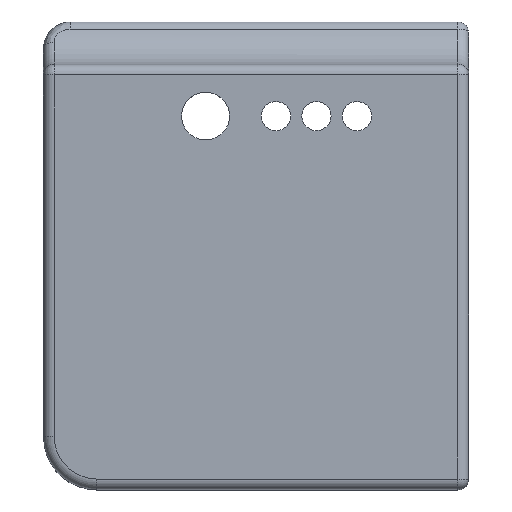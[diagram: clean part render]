
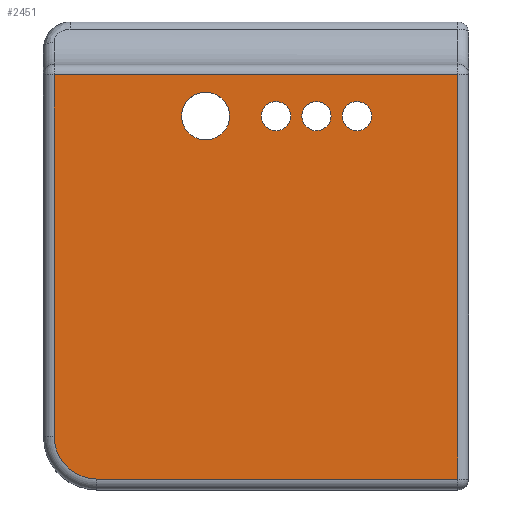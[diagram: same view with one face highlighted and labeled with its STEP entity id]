
A CAD part, top view. The second image highlights one B-rep face of the part: STEP entity #2451.
In plain terms, the highlighted planar face has unit normal (0, 0, 1).
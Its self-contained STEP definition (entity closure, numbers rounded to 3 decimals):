
#30=FACE_BOUND('',#355,.T.);
#31=FACE_BOUND('',#356,.T.);
#32=FACE_BOUND('',#357,.T.);
#33=FACE_BOUND('',#358,.T.);
#107=PLANE('',#2654);
#202=FACE_OUTER_BOUND('',#354,.T.);
#354=EDGE_LOOP('',(#1744,#1745,#1746,#1747,#1748));
#355=EDGE_LOOP('',(#1749));
#356=EDGE_LOOP('',(#1750));
#357=EDGE_LOOP('',(#1751));
#358=EDGE_LOOP('',(#1752));
#515=LINE('',#3737,#722);
#521=LINE('',#3810,#728);
#523=LINE('',#3819,#730);
#525=LINE('',#3822,#732);
#722=VECTOR('',#2966,10.);
#728=VECTOR('',#3000,10.);
#730=VECTOR('',#3012,10.);
#732=VECTOR('',#3016,10.);
#953=CIRCLE('',#2641,8.);
#958=CIRCLE('',#2655,4.5);
#959=CIRCLE('',#2656,2.75);
#960=CIRCLE('',#2657,2.75);
#961=CIRCLE('',#2658,2.75);
#1058=VERTEX_POINT('',#3709);
#1063=VERTEX_POINT('',#3725);
#1068=VERTEX_POINT('',#3741);
#1077=VERTEX_POINT('',#3808);
#1079=VERTEX_POINT('',#3814);
#1086=VERTEX_POINT('',#3849);
#1087=VERTEX_POINT('',#3851);
#1088=VERTEX_POINT('',#3853);
#1089=VERTEX_POINT('',#3855);
#1301=EDGE_CURVE('',#1058,#1063,#515,.T.);
#1318=EDGE_CURVE('',#1077,#1068,#521,.T.);
#1321=EDGE_CURVE('',#1079,#1077,#953,.T.);
#1323=EDGE_CURVE('',#1063,#1079,#523,.T.);
#1325=EDGE_CURVE('',#1068,#1058,#525,.T.);
#1339=EDGE_CURVE('',#1086,#1086,#958,.T.);
#1340=EDGE_CURVE('',#1087,#1087,#959,.T.);
#1341=EDGE_CURVE('',#1088,#1088,#960,.T.);
#1342=EDGE_CURVE('',#1089,#1089,#961,.T.);
#1744=ORIENTED_EDGE('',*,*,#1318,.F.);
#1745=ORIENTED_EDGE('',*,*,#1321,.F.);
#1746=ORIENTED_EDGE('',*,*,#1323,.F.);
#1747=ORIENTED_EDGE('',*,*,#1301,.F.);
#1748=ORIENTED_EDGE('',*,*,#1325,.F.);
#1749=ORIENTED_EDGE('',*,*,#1339,.T.);
#1750=ORIENTED_EDGE('',*,*,#1340,.T.);
#1751=ORIENTED_EDGE('',*,*,#1341,.T.);
#1752=ORIENTED_EDGE('',*,*,#1342,.T.);
#2451=ADVANCED_FACE('',(#202,#30,#31,#32,#33),#107,.T.);
#2641=AXIS2_PLACEMENT_3D('',#3816,#3006,#3007);
#2654=AXIS2_PLACEMENT_3D('',#3848,#3045,#3046);
#2655=AXIS2_PLACEMENT_3D('',#3850,#3047,#3048);
#2656=AXIS2_PLACEMENT_3D('',#3852,#3049,#3050);
#2657=AXIS2_PLACEMENT_3D('',#3854,#3051,#3052);
#2658=AXIS2_PLACEMENT_3D('',#3856,#3053,#3054);
#2966=DIRECTION('',(0.,-1.,0.));
#3000=DIRECTION('',(0.,1.,0.));
#3006=DIRECTION('center_axis',(0.,0.,-1.));
#3007=DIRECTION('ref_axis',(-0.707,-0.707,0.));
#3012=DIRECTION('',(-1.,0.,0.));
#3016=DIRECTION('',(1.,0.,0.));
#3045=DIRECTION('center_axis',(0.,0.,1.));
#3046=DIRECTION('ref_axis',(1.,0.,0.));
#3047=DIRECTION('center_axis',(0.,0.,-1.));
#3048=DIRECTION('ref_axis',(-1.,0.,0.));
#3049=DIRECTION('center_axis',(0.,0.,-1.));
#3050=DIRECTION('ref_axis',(-1.,0.,0.));
#3051=DIRECTION('center_axis',(0.,0.,-1.));
#3052=DIRECTION('ref_axis',(-1.,0.,0.));
#3053=DIRECTION('center_axis',(0.,0.,-1.));
#3054=DIRECTION('ref_axis',(-1.,0.,0.));
#3709=CARTESIAN_POINT('',(39.318,75.048,14.67));
#3725=CARTESIAN_POINT('',(39.318,-1.,14.67));
#3737=CARTESIAN_POINT('',(39.318,17.012,14.67));
#3741=CARTESIAN_POINT('',(-36.682,75.048,14.67));
#3808=CARTESIAN_POINT('',(-36.682,7.,14.67));
#3810=CARTESIAN_POINT('',(-36.682,57.036,14.67));
#3814=CARTESIAN_POINT('',(-28.682,-1.,14.67));
#3816=CARTESIAN_POINT('Origin',(-28.682,7.,14.67));
#3819=CARTESIAN_POINT('',(-18.682,-1.,14.67));
#3822=CARTESIAN_POINT('',(21.318,75.048,14.67));
#3848=CARTESIAN_POINT('Origin',(1.318,37.024,14.67));
#3849=CARTESIAN_POINT('',(-3.67,67.31,14.67));
#3850=CARTESIAN_POINT('Origin',(-8.17,67.31,14.67));
#3851=CARTESIAN_POINT('',(15.45,67.31,14.67));
#3852=CARTESIAN_POINT('Origin',(12.7,67.31,14.67));
#3853=CARTESIAN_POINT('',(7.83,67.31,14.67));
#3854=CARTESIAN_POINT('Origin',(5.08,67.31,14.67));
#3855=CARTESIAN_POINT('',(23.07,67.31,14.67));
#3856=CARTESIAN_POINT('Origin',(20.32,67.31,14.67));
